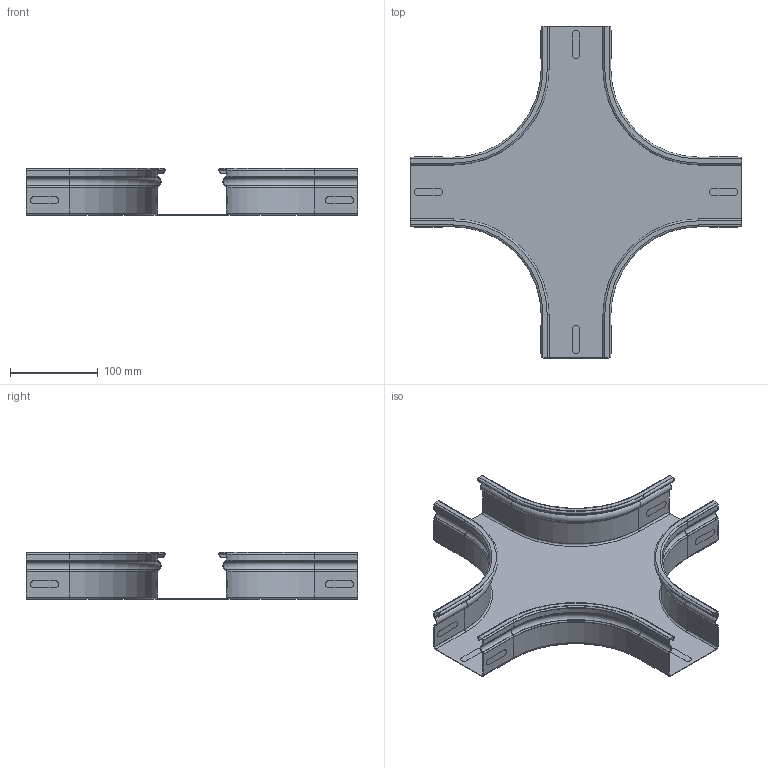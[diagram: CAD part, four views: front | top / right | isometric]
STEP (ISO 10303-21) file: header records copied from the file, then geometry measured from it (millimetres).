
FILE_DESCRIPTION(/* description */ (''),/* implementation_level */ '2;1');
FILE_NAME(/* name */ '481002.stp',/* time_stamp */ '2025-12-05T09:45:03+01:00',/* author */ ('mael.lecharpentier'),/* organization */ (''),/* preprocessor_version */ 'ST-DEVELOPER v20',/* originating_system */ 'AutoCAD Mechanical',/* authorisation */ '');
FILE_SCHEMA (('AUTOMOTIVE_DESIGN { 1 0 10303 214 3 1 1 }'));
Length unit declared in the file: millimetre
Products named in the file (1): Product
Bounding box: 378 x 378 x 53.6 mm (x, y, z)
Volume: 78907.3 mm3; surface area: 269990.2 mm2
Topology: 1 solids, 25 shells, 266 faces, 689 edges, 450 vertices
Faces by surface type: cylinder 112, plane 94, torus 48, cone 12
Entity records: 8201 total; most frequent: DIRECTION 1552, CARTESIAN_POINT 1406, ORIENTED_EDGE 1280, EDGE_CURVE 688, AXIS2_PLACEMENT_3D 596, VERTEX_POINT 448, LINE 360, VECTOR 360
